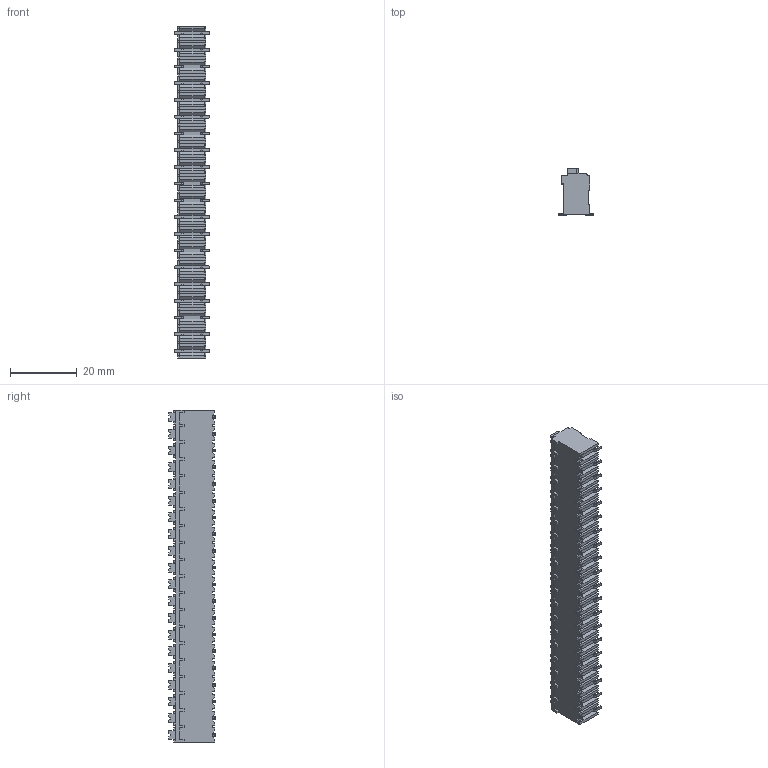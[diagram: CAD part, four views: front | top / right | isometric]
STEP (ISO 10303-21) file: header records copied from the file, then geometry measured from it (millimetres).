
FILE_DESCRIPTION((''),'2;1');
FILE_NAME('TLM-004VS-5_00-XXP-X','2024-09-30T',('sj'),(''),'PRO/ENGINEER BY PARAMETRIC TECHNOLOGY CORPORATION, 2015240','PRO/ENGINEER BY PARAMETRIC TECHNOLOGY CORPORATION, 2015240','');
FILE_SCHEMA(('CONFIG_CONTROL_DESIGN','SHAPE_APPEARANCE_LAYERS_GROUPS'));
Length unit declared in the file: millimetre
Products named in the file (1): TLM-004VS-5_00-XXP-X
Bounding box: 10.5 x 13.85 x 99.2 mm (x, y, z)
Volume: 7475.6 mm3; surface area: 9477.7 mm2
Topology: 1 solids, 1 shells, 1916 faces, 5524 edges, 3670 vertices
Faces by surface type: plane 1636, cylinder 280
Entity records: 62394 total; most frequent: CARTESIAN_POINT 11590, ORIENTED_EDGE 11048, DIRECTION 9876, EDGE_CURVE 5524, VECTOR 4764, LINE 4764, VERTEX_POINT 3670, AXIS2_PLACEMENT_3D 2556
